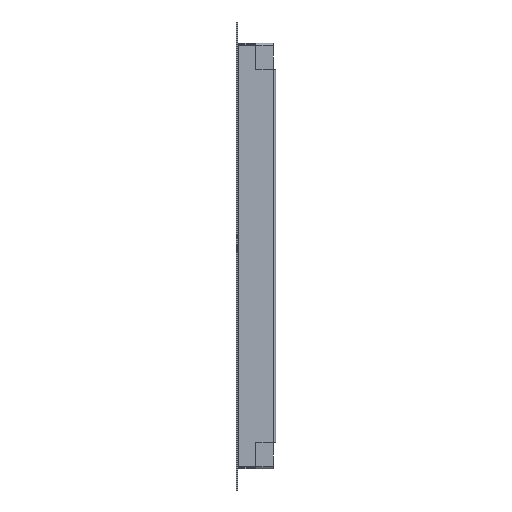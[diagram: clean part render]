
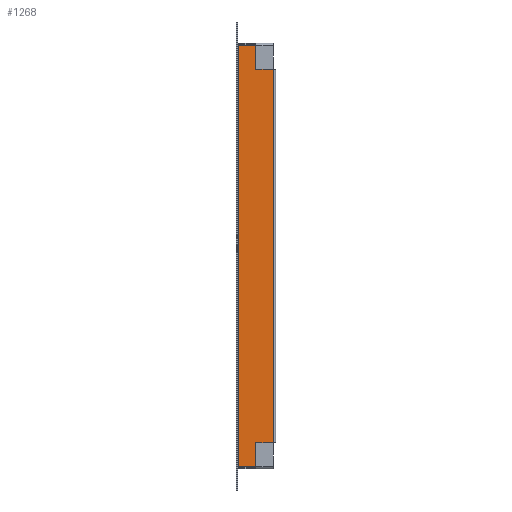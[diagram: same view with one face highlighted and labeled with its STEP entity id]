
A CAD part, left-side view. The second image highlights one B-rep face of the part: STEP entity #1268.
In plain terms, the highlighted planar face has unit normal (-1, 0, 0).
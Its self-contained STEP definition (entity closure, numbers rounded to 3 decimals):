
#103 = LINE ( 'NONE', #1438, #3497 ) ;
#221 = CARTESIAN_POINT ( 'NONE',  ( -43.386, -5.143, -227. ) ) ;
#279 = VERTEX_POINT ( 'NONE', #1512 ) ;
#328 = ORIENTED_EDGE ( 'NONE', *, *, #4252, .T. ) ;
#417 = ORIENTED_EDGE ( 'NONE', *, *, #4015, .T. ) ;
#443 = VERTEX_POINT ( 'NONE', #3351 ) ;
#462 = VECTOR ( 'NONE', #2866, 1000. ) ;
#507 = LINE ( 'NONE', #2514, #2584 ) ;
#625 = DIRECTION ( 'NONE',  ( 0., 1., 0. ) ) ;
#641 = VERTEX_POINT ( 'NONE', #2818 ) ;
#684 = EDGE_CURVE ( 'NONE', #443, #279, #507, .T. ) ;
#718 = DIRECTION ( 'NONE',  ( 0., 0., -1. ) ) ;
#728 = VECTOR ( 'NONE', #3780, 1000. ) ;
#774 = LINE ( 'NONE', #2106, #728 ) ;
#820 = VECTOR ( 'NONE', #1287, 1000. ) ;
#861 = LINE ( 'NONE', #2198, #462 ) ;
#1001 = ORIENTED_EDGE ( 'NONE', *, *, #3098, .T. ) ;
#1268 = ADVANCED_FACE ( 'NONE', ( #1528 ), #2556, .F. ) ;
#1287 = DIRECTION ( 'NONE',  ( 0., 1., 0. ) ) ;
#1320 = VERTEX_POINT ( 'NONE', #3019 ) ;
#1340 = ORIENTED_EDGE ( 'NONE', *, *, #1820, .T. ) ;
#1416 = DIRECTION ( 'NONE',  ( 0., -1., 0. ) ) ;
#1438 = CARTESIAN_POINT ( 'NONE',  ( -43.386, -5.143, 113. ) ) ;
#1498 = VECTOR ( 'NONE', #625, 1000. ) ;
#1512 = CARTESIAN_POINT ( 'NONE',  ( -43.386, -5.143, 227. ) ) ;
#1528 = FACE_OUTER_BOUND ( 'NONE', #2235, .T. ) ;
#1587 = VERTEX_POINT ( 'NONE', #2145 ) ;
#1820 = EDGE_CURVE ( 'NONE', #641, #3754, #4223, .T. ) ;
#1866 = VECTOR ( 'NONE', #1416, 1000. ) ;
#1908 = CARTESIAN_POINT ( 'NONE',  ( -43.386, -4.866, 201. ) ) ;
#2106 = CARTESIAN_POINT ( 'NONE',  ( -43.386, -24.143, -100.5 ) ) ;
#2145 = CARTESIAN_POINT ( 'NONE',  ( -43.386, -24.143, -201. ) ) ;
#2198 = CARTESIAN_POINT ( 'NONE',  ( -43.386, -5.143, -100.5 ) ) ;
#2235 = EDGE_LOOP ( 'NONE', ( #3714, #1340, #417, #2717, #328, #3270, #4032, #1001 ) ) ;
#2305 = LINE ( 'NONE', #3639, #3320 ) ;
#2473 = EDGE_CURVE ( 'NONE', #1587, #641, #774, .T. ) ;
#2489 = VERTEX_POINT ( 'NONE', #3456 ) ;
#2514 = CARTESIAN_POINT ( 'NONE',  ( -43.386, 13.357, 227. ) ) ;
#2556 = PLANE ( 'NONE',  #4243 ) ;
#2584 = VECTOR ( 'NONE', #4157, 1000. ) ;
#2700 = CARTESIAN_POINT ( 'NONE',  ( -43.386, -5.143, -201. ) ) ;
#2717 = ORIENTED_EDGE ( 'NONE', *, *, #684, .F. ) ;
#2748 = EDGE_CURVE ( 'NONE', #2489, #1320, #3218, .T. ) ;
#2818 = CARTESIAN_POINT ( 'NONE',  ( -43.386, -24.143, 201. ) ) ;
#2866 = DIRECTION ( 'NONE',  ( 0., 0., 1. ) ) ;
#3019 = CARTESIAN_POINT ( 'NONE',  ( -43.386, 13.357, -227. ) ) ;
#3098 = EDGE_CURVE ( 'NONE', #3264, #1587, #4164, .T. ) ;
#3218 = LINE ( 'NONE', #221, #820 ) ;
#3264 = VERTEX_POINT ( 'NONE', #2700 ) ;
#3270 = ORIENTED_EDGE ( 'NONE', *, *, #2748, .F. ) ;
#3320 = VECTOR ( 'NONE', #718, 1000. ) ;
#3351 = CARTESIAN_POINT ( 'NONE',  ( -43.386, 13.357, 227. ) ) ;
#3443 = CARTESIAN_POINT ( 'NONE',  ( -43.386, -14.866, -201. ) ) ;
#3456 = CARTESIAN_POINT ( 'NONE',  ( -43.386, -5.143, -227. ) ) ;
#3497 = VECTOR ( 'NONE', #4166, 1000. ) ;
#3639 = CARTESIAN_POINT ( 'NONE',  ( -43.386, 13.357, 0. ) ) ;
#3714 = ORIENTED_EDGE ( 'NONE', *, *, #2473, .T. ) ;
#3754 = VERTEX_POINT ( 'NONE', #4006 ) ;
#3780 = DIRECTION ( 'NONE',  ( 0., 0., 1. ) ) ;
#4006 = CARTESIAN_POINT ( 'NONE',  ( -43.386, -5.143, 201. ) ) ;
#4015 = EDGE_CURVE ( 'NONE', #3754, #279, #103, .T. ) ;
#4032 = ORIENTED_EDGE ( 'NONE', *, *, #4192, .T. ) ;
#4157 = DIRECTION ( 'NONE',  ( 0., -1., 0. ) ) ;
#4164 = LINE ( 'NONE', #3443, #1866 ) ;
#4166 = DIRECTION ( 'NONE',  ( 0., 0., 1. ) ) ;
#4192 = EDGE_CURVE ( 'NONE', #2489, #3264, #861, .T. ) ;
#4198 = DIRECTION ( 'NONE',  ( 0., -1., 0. ) ) ;
#4218 = CARTESIAN_POINT ( 'NONE',  ( -43.386, -4.589, 0. ) ) ;
#4223 = LINE ( 'NONE', #1908, #1498 ) ;
#4243 = AXIS2_PLACEMENT_3D ( 'NONE', #4218, #4266, #4198 ) ;
#4252 = EDGE_CURVE ( 'NONE', #443, #1320, #2305, .T. ) ;
#4266 = DIRECTION ( 'NONE',  ( 1., 0., 0. ) ) ;
